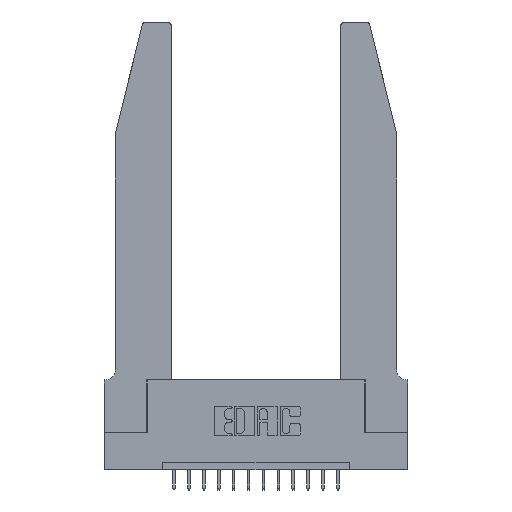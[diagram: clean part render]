
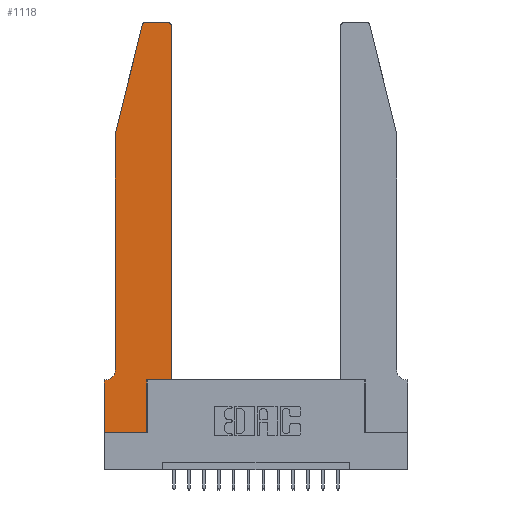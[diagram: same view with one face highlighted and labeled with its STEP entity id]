
A CAD part, top view. The second image highlights one B-rep face of the part: STEP entity #1118.
In plain terms, the highlighted planar face has unit normal (0, 0, 1).
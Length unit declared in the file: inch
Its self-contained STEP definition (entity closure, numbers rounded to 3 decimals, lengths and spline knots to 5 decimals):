
#107 = CARTESIAN_POINT ( 'NONE',  ( 0.0055, 0.42, 0.37 ) ) ;
#149 = CARTESIAN_POINT ( 'NONE',  ( 0.284, 2.72, 0.37 ) ) ;
#152 = VECTOR ( 'NONE', #3733, 39.37008 ) ;
#709 = CIRCLE ( 'NONE', #11138, 0.07 ) ;
#1007 = VERTEX_POINT ( 'NONE', #7307 ) ;
#1118 = ADVANCED_FACE ( 'NONE', ( #6035 ), #1954, .T. ) ;
#1248 = AXIS2_PLACEMENT_3D ( 'NONE', #3586, #7562, #7664 ) ;
#1465 = ORIENTED_EDGE ( 'NONE', *, *, #6185, .T. ) ;
#1590 = VERTEX_POINT ( 'NONE', #17055 ) ;
#1806 = CIRCLE ( 'NONE', #11966, 0.03 ) ;
#1887 = CARTESIAN_POINT ( 'NONE',  ( 0.0755, 2., 0.37 ) ) ;
#1954 = PLANE ( 'NONE',  #1248 ) ;
#2055 = CARTESIAN_POINT ( 'NONE',  ( 0., 0., 0.37 ) ) ;
#2146 = EDGE_CURVE ( 'NONE', #3096, #15575, #3305, .T. ) ;
#2369 = EDGE_CURVE ( 'NONE', #1590, #7263, #9074, .T. ) ;
#2666 = EDGE_LOOP ( 'NONE', ( #4590, #15385, #14020, #1465, #16394, #9910, #13025, #3999, #9522, #3206, #6501, #9100 ) ) ;
#3081 = CARTESIAN_POINT ( 'NONE',  ( 0.0055, 0.35, 0.37 ) ) ;
#3096 = VERTEX_POINT ( 'NONE', #16706 ) ;
#3142 = CARTESIAN_POINT ( 'NONE',  ( 0., 0., 0.37 ) ) ;
#3206 = ORIENTED_EDGE ( 'NONE', *, *, #16275, .T. ) ;
#3225 = DIRECTION ( 'NONE',  ( 1., 0., 0. ) ) ;
#3305 = LINE ( 'NONE', #14351, #7635 ) ;
#3586 = CARTESIAN_POINT ( 'NONE',  ( 0., 0.35, 0.37 ) ) ;
#3689 = CARTESIAN_POINT ( 'NONE',  ( 0.0755, 0.42, 0.37 ) ) ;
#3733 = DIRECTION ( 'NONE',  ( 1., 0., 0. ) ) ;
#3942 = DIRECTION ( 'NONE',  ( 0., 0., -1. ) ) ;
#3999 = ORIENTED_EDGE ( 'NONE', *, *, #14266, .T. ) ;
#4331 = DIRECTION ( 'NONE',  ( 1., 0., 0. ) ) ;
#4482 = VECTOR ( 'NONE', #8876, 39.37008 ) ;
#4590 = ORIENTED_EDGE ( 'NONE', *, *, #17532, .T. ) ;
#4901 = CARTESIAN_POINT ( 'NONE',  ( 0.4505, 0.35, 0.37 ) ) ;
#4991 = DIRECTION ( 'NONE',  ( -1., 0., 0. ) ) ;
#5017 = CARTESIAN_POINT ( 'NONE',  ( 0.4505, 2.72, 0.37 ) ) ;
#5167 = DIRECTION ( 'NONE',  ( -0.239, -0.971, 0. ) ) ;
#5257 = LINE ( 'NONE', #16230, #8572 ) ;
#5332 = VECTOR ( 'NONE', #4331, 39.37008 ) ;
#5548 = CARTESIAN_POINT ( 'NONE',  ( 0.2605, 2.75, 0.37 ) ) ;
#5689 = LINE ( 'NONE', #3142, #5332 ) ;
#5954 = DIRECTION ( 'NONE',  ( 0., 0., 1. ) ) ;
#6035 = FACE_OUTER_BOUND ( 'NONE', #2666, .T. ) ;
#6137 = VERTEX_POINT ( 'NONE', #2055 ) ;
#6185 = EDGE_CURVE ( 'NONE', #7263, #13307, #15655, .T. ) ;
#6236 = LINE ( 'NONE', #13476, #6591 ) ;
#6501 = ORIENTED_EDGE ( 'NONE', *, *, #15571, .T. ) ;
#6591 = VECTOR ( 'NONE', #16281, 39.37008 ) ;
#6930 = VERTEX_POINT ( 'NONE', #9597 ) ;
#6949 = LINE ( 'NONE', #5548, #17552 ) ;
#7263 = VERTEX_POINT ( 'NONE', #16274 ) ;
#7307 = CARTESIAN_POINT ( 'NONE',  ( 0.4205, 2.75, 0.37 ) ) ;
#7532 = LINE ( 'NONE', #4901, #152 ) ;
#7562 = DIRECTION ( 'NONE',  ( 0., 0., 1. ) ) ;
#7635 = VECTOR ( 'NONE', #13171, 39.37008 ) ;
#7664 = DIRECTION ( 'NONE',  ( 1., 0., 0. ) ) ;
#8249 = CARTESIAN_POINT ( 'NONE',  ( 0.4505, 0.35, 0.37 ) ) ;
#8528 = VERTEX_POINT ( 'NONE', #3081 ) ;
#8572 = VECTOR ( 'NONE', #4991, 39.37008 ) ;
#8876 = DIRECTION ( 'NONE',  ( 0., -1., 0. ) ) ;
#9074 = LINE ( 'NONE', #12090, #9087 ) ;
#9087 = VECTOR ( 'NONE', #5167, 39.37008 ) ;
#9100 = ORIENTED_EDGE ( 'NONE', *, *, #12733, .T. ) ;
#9293 = DIRECTION ( 'NONE',  ( -1., 0., 0. ) ) ;
#9522 = ORIENTED_EDGE ( 'NONE', *, *, #2146, .T. ) ;
#9597 = CARTESIAN_POINT ( 'NONE',  ( 0.284, 2.75, 0.37 ) ) ;
#9910 = ORIENTED_EDGE ( 'NONE', *, *, #16838, .T. ) ;
#10176 = VERTEX_POINT ( 'NONE', #12731 ) ;
#10381 = VERTEX_POINT ( 'NONE', #12777 ) ;
#10684 = DIRECTION ( 'NONE',  ( 0., 0., 1. ) ) ;
#10873 = VERTEX_POINT ( 'NONE', #5017 ) ;
#10954 = DIRECTION ( 'NONE',  ( 0., 1., 0. ) ) ;
#11138 = AXIS2_PLACEMENT_3D ( 'NONE', #107, #3942, #16607 ) ;
#11921 = EDGE_CURVE ( 'NONE', #6930, #1590, #12831, .T. ) ;
#11966 = AXIS2_PLACEMENT_3D ( 'NONE', #17371, #10684, #16293 ) ;
#12070 = CARTESIAN_POINT ( 'NONE',  ( 0.2865, 0.35, 0.37 ) ) ;
#12090 = CARTESIAN_POINT ( 'NONE',  ( 0.0755, 2., 0.37 ) ) ;
#12239 = LINE ( 'NONE', #8249, #12624 ) ;
#12624 = VECTOR ( 'NONE', #10954, 39.37008 ) ;
#12731 = CARTESIAN_POINT ( 'NONE',  ( 0., 0.35, 0.37 ) ) ;
#12733 = EDGE_CURVE ( 'NONE', #10873, #1007, #1806, .T. ) ;
#12777 = CARTESIAN_POINT ( 'NONE',  ( 0.4505, 0.35, 0.37 ) ) ;
#12831 = CIRCLE ( 'NONE', #15148, 0.03 ) ;
#13025 = ORIENTED_EDGE ( 'NONE', *, *, #17889, .T. ) ;
#13171 = DIRECTION ( 'NONE',  ( 0., 1., 0. ) ) ;
#13307 = VERTEX_POINT ( 'NONE', #3689 ) ;
#13476 = CARTESIAN_POINT ( 'NONE',  ( 0., 0., 0.37 ) ) ;
#14020 = ORIENTED_EDGE ( 'NONE', *, *, #2369, .T. ) ;
#14266 = EDGE_CURVE ( 'NONE', #6137, #3096, #5689, .T. ) ;
#14351 = CARTESIAN_POINT ( 'NONE',  ( 0.2865, 0.35, 0.37 ) ) ;
#14849 = EDGE_CURVE ( 'NONE', #13307, #8528, #709, .T. ) ;
#15148 = AXIS2_PLACEMENT_3D ( 'NONE', #149, #5954, #3225 ) ;
#15385 = ORIENTED_EDGE ( 'NONE', *, *, #11921, .T. ) ;
#15571 = EDGE_CURVE ( 'NONE', #10381, #10873, #12239, .T. ) ;
#15575 = VERTEX_POINT ( 'NONE', #12070 ) ;
#15655 = LINE ( 'NONE', #1887, #4482 ) ;
#16230 = CARTESIAN_POINT ( 'NONE',  ( 0.0755, 0.35, 0.37 ) ) ;
#16274 = CARTESIAN_POINT ( 'NONE',  ( 0.0755, 2., 0.37 ) ) ;
#16275 = EDGE_CURVE ( 'NONE', #15575, #10381, #7532, .T. ) ;
#16281 = DIRECTION ( 'NONE',  ( 0., -1., 0. ) ) ;
#16293 = DIRECTION ( 'NONE',  ( 1., 0., 0. ) ) ;
#16394 = ORIENTED_EDGE ( 'NONE', *, *, #14849, .T. ) ;
#16607 = DIRECTION ( 'NONE',  ( -1., 0., 0. ) ) ;
#16706 = CARTESIAN_POINT ( 'NONE',  ( 0.2865, 0., 0.37 ) ) ;
#16838 = EDGE_CURVE ( 'NONE', #8528, #10176, #5257, .T. ) ;
#17055 = CARTESIAN_POINT ( 'NONE',  ( 0.25487, 2.72718, 0.37 ) ) ;
#17371 = CARTESIAN_POINT ( 'NONE',  ( 0.4205, 2.72, 0.37 ) ) ;
#17532 = EDGE_CURVE ( 'NONE', #1007, #6930, #6949, .T. ) ;
#17552 = VECTOR ( 'NONE', #9293, 39.37008 ) ;
#17889 = EDGE_CURVE ( 'NONE', #10176, #6137, #6236, .T. ) ;
